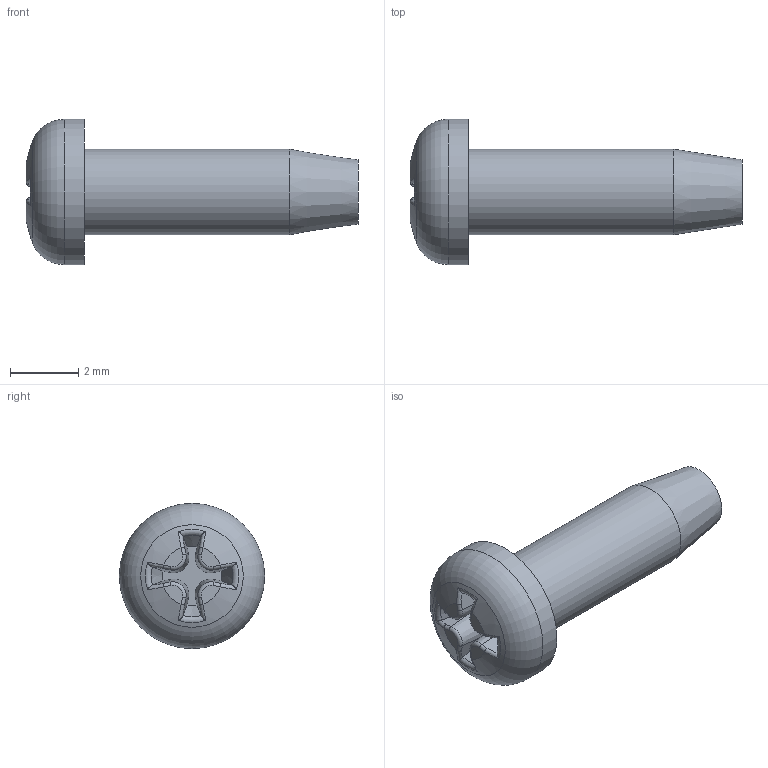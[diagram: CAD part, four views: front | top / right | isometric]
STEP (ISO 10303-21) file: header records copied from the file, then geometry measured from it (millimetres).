
FILE_DESCRIPTION(/* description */ ('Cross Recessed Pan Head Tapping Screw - Type D - Type I - Metric'),/* implementation_level */ '2;1');
FILE_NAME(/* name */ '52500005-731.stp',/* time_stamp */ '2017-12-05T12:42:23+11:00',/* author */ ('minh'),/* organization */ (''),/* preprocessor_version */ 'ST-DEVELOPER v16.1',/* originating_system */ 'Autodesk Inventor 2016',/* authorisation */ '');
FILE_SCHEMA (('AUTOMOTIVE_DESIGN { 1 0 10303 214 3 1 1 }'));
Length unit declared in the file: millimetre
Products named in the file (1): 52500005-731
Bounding box: 9.7 x 4.25 x 4.25 mm (x, y, z)
Volume: 56.6 mm3; surface area: 109.6 mm2
Topology: 1 solids, 1 shells, 52 faces, 134 edges, 86 vertices
Faces by surface type: torus 17, plane 14, cone 10, cylinder 10, sphere 1
Full cylindrical faces by diameter (mm): 2.5 x1, 4.25 x1
Entity records: 1836 total; most frequent: CARTESIAN_POINT 629, ORIENTED_EDGE 260, DIRECTION 238, EDGE_CURVE 130, AXIS2_PLACEMENT_3D 107, VERTEX_POINT 86, EDGE_LOOP 58, CIRCLE 54
